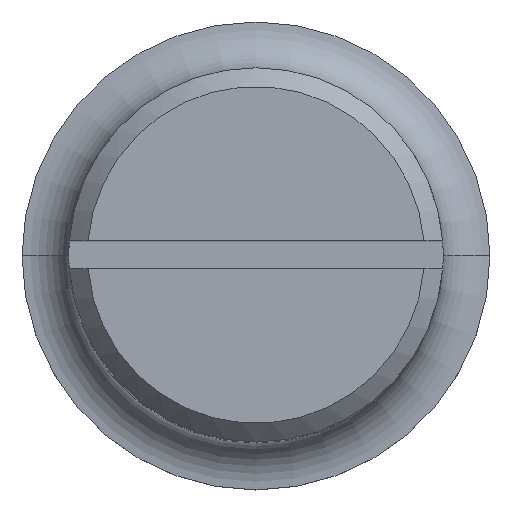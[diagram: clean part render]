
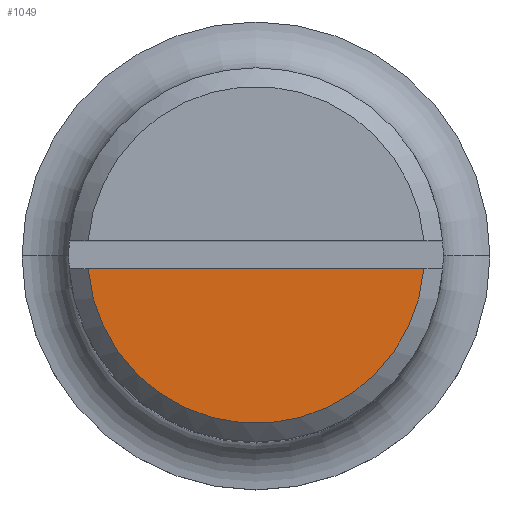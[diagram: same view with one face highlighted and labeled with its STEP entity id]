
A CAD part, top view. The second image highlights one B-rep face of the part: STEP entity #1049.
In plain terms, the highlighted planar face has unit normal (0, 0, 1).
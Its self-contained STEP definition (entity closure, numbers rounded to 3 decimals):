
#52 = CARTESIAN_POINT ( 'NONE',  ( 8.969, -0.75, 58. ) ) ;
#120 = VERTEX_POINT ( 'NONE', #52 ) ;
#143 = AXIS2_PLACEMENT_3D ( 'NONE', #1016, #857, #1035 ) ;
#182 = PLANE ( 'NONE',  #832 ) ;
#238 = VECTOR ( 'NONE', #707, 1000. ) ;
#347 = ORIENTED_EDGE ( 'NONE', *, *, #952, .F. ) ;
#433 = FACE_OUTER_BOUND ( 'NONE', #628, .T. ) ;
#452 = DIRECTION ( 'NONE',  ( -1., 0., 0. ) ) ;
#525 = CARTESIAN_POINT ( 'NONE',  ( 0., 0., 58. ) ) ;
#528 = CARTESIAN_POINT ( 'NONE',  ( -8.969, -0.75, 58. ) ) ;
#598 = LINE ( 'NONE', #1046, #238 ) ;
#628 = EDGE_LOOP ( 'NONE', ( #347, #1055 ) ) ;
#702 = DIRECTION ( 'NONE',  ( 0., 0., -1. ) ) ;
#707 = DIRECTION ( 'NONE',  ( 1., 0., 0. ) ) ;
#832 = AXIS2_PLACEMENT_3D ( 'NONE', #525, #702, #452 ) ;
#847 = EDGE_CURVE ( 'NONE', #1024, #120, #1040, .T. ) ;
#857 = DIRECTION ( 'NONE',  ( 0., 0., 1. ) ) ;
#952 = EDGE_CURVE ( 'NONE', #1024, #120, #598, .T. ) ;
#1016 = CARTESIAN_POINT ( 'NONE',  ( 0., 0., 58. ) ) ;
#1024 = VERTEX_POINT ( 'NONE', #528 ) ;
#1035 = DIRECTION ( 'NONE',  ( -1., 0., 0. ) ) ;
#1040 = CIRCLE ( 'NONE', #143, 9. ) ;
#1046 = CARTESIAN_POINT ( 'NONE',  ( -11.799, -0.75, 58. ) ) ;
#1049 = ADVANCED_FACE ( 'NONE', ( #433 ), #182, .F. ) ;
#1055 = ORIENTED_EDGE ( 'NONE', *, *, #847, .T. ) ;
